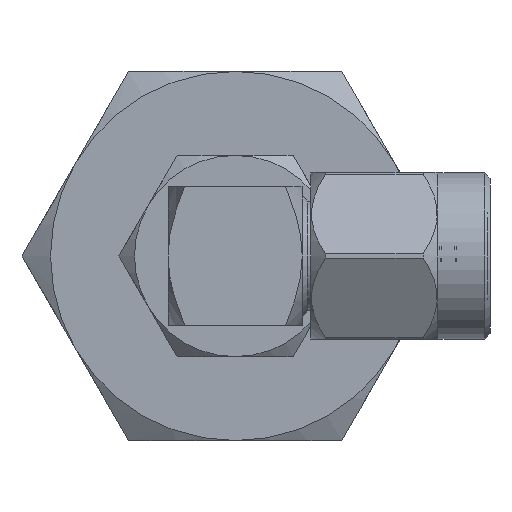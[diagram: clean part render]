
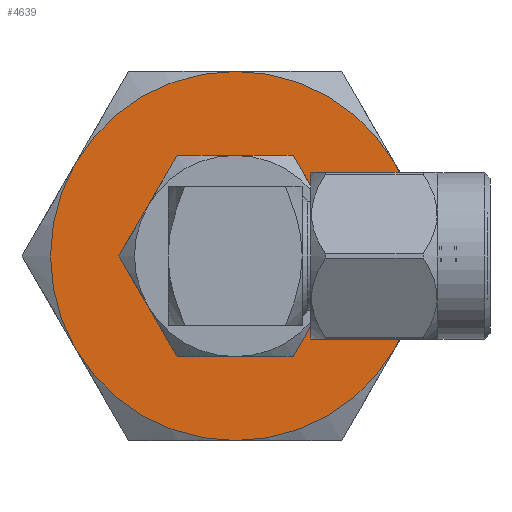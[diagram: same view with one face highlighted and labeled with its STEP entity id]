
A CAD part, left-side view. The second image highlights one B-rep face of the part: STEP entity #4639.
In plain terms, the highlighted face is planar.
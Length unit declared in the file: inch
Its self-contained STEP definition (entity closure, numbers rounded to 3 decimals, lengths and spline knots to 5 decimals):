
#188 = ORIENTED_EDGE ( 'NONE', *, *, #28507, .F. ) ;
#882 = EDGE_CURVE ( 'NONE', #7315, #27105, #5261, .T. ) ;
#909 = CARTESIAN_POINT ( 'NONE',  ( 0.8, 0., 0. ) ) ;
#929 = ORIENTED_EDGE ( 'NONE', *, *, #23703, .T. ) ;
#1021 = DIRECTION ( 'NONE',  ( 1., 0., 0. ) ) ;
#1715 = CARTESIAN_POINT ( 'NONE',  ( 0.8, 0., 0. ) ) ;
#1794 = LINE ( 'NONE', #9974, #5330 ) ;
#1860 = VERTEX_POINT ( 'NONE', #11141 ) ;
#1895 = VECTOR ( 'NONE', #17482, 39.37008 ) ;
#3234 = DIRECTION ( 'NONE',  ( 0., 0., -1. ) ) ;
#3577 = DIRECTION ( 'NONE',  ( 0., 0.5, 0.866 ) ) ;
#3816 = DIRECTION ( 'NONE',  ( 0., 0., -1. ) ) ;
#3854 = VERTEX_POINT ( 'NONE', #18037 ) ;
#3909 = DIRECTION ( 'NONE',  ( 0., 0., -1. ) ) ;
#4639 = ADVANCED_FACE ( 'NONE', ( #22344, #7865 ), #28756, .F. ) ;
#5071 = CARTESIAN_POINT ( 'NONE',  ( 0.8, 0., 0. ) ) ;
#5181 = DIRECTION ( 'NONE',  ( 0., 0.5, -0.866 ) ) ;
#5261 = CIRCLE ( 'NONE', #12518, 0.344 ) ;
#5330 = VECTOR ( 'NONE', #5181, 39.37008 ) ;
#5395 = ORIENTED_EDGE ( 'NONE', *, *, #24094, .F. ) ;
#5457 = VECTOR ( 'NONE', #19140, 39.37008 ) ;
#5458 = EDGE_LOOP ( 'NONE', ( #26262, #22956, #21100, #13270, #10790, #929 ) ) ;
#6055 = CARTESIAN_POINT ( 'NONE',  ( 0.8, 0., 0. ) ) ;
#6205 = LINE ( 'NONE', #29706, #1895 ) ;
#6348 = VECTOR ( 'NONE', #14044, 39.37008 ) ;
#6771 = CARTESIAN_POINT ( 'NONE',  ( 0.8, -0.10825, 0.1875 ) ) ;
#7315 = VERTEX_POINT ( 'NONE', #32355 ) ;
#7865 = FACE_OUTER_BOUND ( 'NONE', #5458, .T. ) ;
#8036 = ORIENTED_EDGE ( 'NONE', *, *, #20505, .F. ) ;
#8196 = CARTESIAN_POINT ( 'NONE',  ( 0.8, -0.10825, 0.1875 ) ) ;
#8553 = DIRECTION ( 'NONE',  ( 0., 0., 1. ) ) ;
#9045 = CIRCLE ( 'NONE', #19157, 0.344 ) ;
#9122 = VECTOR ( 'NONE', #3577, 39.37008 ) ;
#9974 = CARTESIAN_POINT ( 'NONE',  ( 0.8, -0.21651, 0. ) ) ;
#10439 = AXIS2_PLACEMENT_3D ( 'NONE', #6055, #23316, #8553 ) ;
#10772 = EDGE_CURVE ( 'NONE', #13117, #31021, #19626, .T. ) ;
#10790 = ORIENTED_EDGE ( 'NONE', *, *, #26919, .T. ) ;
#10967 = EDGE_CURVE ( 'NONE', #27105, #22166, #22736, .T. ) ;
#11141 = CARTESIAN_POINT ( 'NONE',  ( 0.8, 0.10825, -0.1875 ) ) ;
#11363 = EDGE_CURVE ( 'NONE', #17475, #3854, #9045, .T. ) ;
#11427 = DIRECTION ( 'NONE',  ( 1., 0., 0. ) ) ;
#11439 = CARTESIAN_POINT ( 'NONE',  ( 0.8, 0.21651, 0. ) ) ;
#11563 = CIRCLE ( 'NONE', #30084, 0.344 ) ;
#11665 = CARTESIAN_POINT ( 'NONE',  ( 0.8, -0.21651, 0. ) ) ;
#12265 = CIRCLE ( 'NONE', #26094, 0.344 ) ;
#12518 = AXIS2_PLACEMENT_3D ( 'NONE', #1715, #13981, #3909 ) ;
#13117 = VERTEX_POINT ( 'NONE', #11439 ) ;
#13187 = VERTEX_POINT ( 'NONE', #6771 ) ;
#13268 = VERTEX_POINT ( 'NONE', #11665 ) ;
#13270 = ORIENTED_EDGE ( 'NONE', *, *, #10967, .T. ) ;
#13318 = DIRECTION ( 'NONE',  ( 1., 0., 0. ) ) ;
#13981 = DIRECTION ( 'NONE',  ( 1., 0., 0. ) ) ;
#14044 = DIRECTION ( 'NONE',  ( 0., -0.5, 0.866 ) ) ;
#14109 = CARTESIAN_POINT ( 'NONE',  ( 0.8, 0., 0. ) ) ;
#14409 = CARTESIAN_POINT ( 'NONE',  ( 0.8, 0.10825, 0.1875 ) ) ;
#14692 = CARTESIAN_POINT ( 'NONE',  ( 0.8, 0.29791, 0.172 ) ) ;
#14943 = LINE ( 'NONE', #27162, #18845 ) ;
#15789 = LINE ( 'NONE', #25669, #9122 ) ;
#16042 = CARTESIAN_POINT ( 'NONE',  ( 0.8, -0.10825, -0.1875 ) ) ;
#16281 = DIRECTION ( 'NONE',  ( 1., 0., 0. ) ) ;
#16434 = CARTESIAN_POINT ( 'NONE',  ( 0.8, 0., -0.344 ) ) ;
#17303 = EDGE_CURVE ( 'NONE', #3854, #7315, #21351, .T. ) ;
#17334 = CARTESIAN_POINT ( 'NONE',  ( 0.8, -0.29791, -0.172 ) ) ;
#17475 = VERTEX_POINT ( 'NONE', #14692 ) ;
#17482 = DIRECTION ( 'NONE',  ( 0., 1., 0. ) ) ;
#17483 = AXIS2_PLACEMENT_3D ( 'NONE', #5071, #24928, #22218 ) ;
#18037 = CARTESIAN_POINT ( 'NONE',  ( 0.8, 0., 0.344 ) ) ;
#18845 = VECTOR ( 'NONE', #29577, 39.37008 ) ;
#19049 = CARTESIAN_POINT ( 'NONE',  ( 0.8, 0.21651, 0. ) ) ;
#19140 = DIRECTION ( 'NONE',  ( 0., -0.5, -0.866 ) ) ;
#19157 = AXIS2_PLACEMENT_3D ( 'NONE', #14109, #16281, #3816 ) ;
#19626 = LINE ( 'NONE', #19049, #6348 ) ;
#19883 = VERTEX_POINT ( 'NONE', #19924 ) ;
#19924 = CARTESIAN_POINT ( 'NONE',  ( 0.8, 0.29791, -0.172 ) ) ;
#20305 = CARTESIAN_POINT ( 'NONE',  ( 0.8, 0., 0. ) ) ;
#20505 = EDGE_CURVE ( 'NONE', #13187, #13268, #23017, .T. ) ;
#20565 = AXIS2_PLACEMENT_3D ( 'NONE', #20305, #13318, #3234 ) ;
#21100 = ORIENTED_EDGE ( 'NONE', *, *, #882, .T. ) ;
#21173 = CARTESIAN_POINT ( 'NONE',  ( 0.8, 0., 0. ) ) ;
#21351 = CIRCLE ( 'NONE', #20565, 0.344 ) ;
#21388 = EDGE_CURVE ( 'NONE', #30657, #1860, #6205, .T. ) ;
#21667 = EDGE_LOOP ( 'NONE', ( #24328, #25389, #22668, #5395, #8036, #188 ) ) ;
#22166 = VERTEX_POINT ( 'NONE', #16434 ) ;
#22218 = DIRECTION ( 'NONE',  ( 0., 0., -1. ) ) ;
#22344 = FACE_BOUND ( 'NONE', #21667, .T. ) ;
#22668 = ORIENTED_EDGE ( 'NONE', *, *, #21388, .F. ) ;
#22736 = CIRCLE ( 'NONE', #17483, 0.344 ) ;
#22956 = ORIENTED_EDGE ( 'NONE', *, *, #17303, .T. ) ;
#23017 = LINE ( 'NONE', #8196, #5457 ) ;
#23316 = DIRECTION ( 'NONE',  ( -1., 0., 0. ) ) ;
#23703 = EDGE_CURVE ( 'NONE', #19883, #17475, #11563, .T. ) ;
#24094 = EDGE_CURVE ( 'NONE', #13268, #30657, #1794, .T. ) ;
#24328 = ORIENTED_EDGE ( 'NONE', *, *, #10772, .F. ) ;
#24928 = DIRECTION ( 'NONE',  ( 1., 0., 0. ) ) ;
#25389 = ORIENTED_EDGE ( 'NONE', *, *, #26855, .F. ) ;
#25669 = CARTESIAN_POINT ( 'NONE',  ( 0.8, 0.10825, -0.1875 ) ) ;
#26088 = DIRECTION ( 'NONE',  ( 0., 0., -1. ) ) ;
#26094 = AXIS2_PLACEMENT_3D ( 'NONE', #21173, #11427, #26088 ) ;
#26262 = ORIENTED_EDGE ( 'NONE', *, *, #11363, .T. ) ;
#26855 = EDGE_CURVE ( 'NONE', #1860, #13117, #15789, .T. ) ;
#26919 = EDGE_CURVE ( 'NONE', #22166, #19883, #12265, .T. ) ;
#27105 = VERTEX_POINT ( 'NONE', #17334 ) ;
#27162 = CARTESIAN_POINT ( 'NONE',  ( 0.8, 0.10825, 0.1875 ) ) ;
#28507 = EDGE_CURVE ( 'NONE', #31021, #13187, #14943, .T. ) ;
#28659 = DIRECTION ( 'NONE',  ( 0., 0., -1. ) ) ;
#28756 = PLANE ( 'NONE',  #10439 ) ;
#29577 = DIRECTION ( 'NONE',  ( 0., -1., 0. ) ) ;
#29706 = CARTESIAN_POINT ( 'NONE',  ( 0.8, -0.10825, -0.1875 ) ) ;
#30084 = AXIS2_PLACEMENT_3D ( 'NONE', #909, #1021, #28659 ) ;
#30657 = VERTEX_POINT ( 'NONE', #16042 ) ;
#31021 = VERTEX_POINT ( 'NONE', #14409 ) ;
#32355 = CARTESIAN_POINT ( 'NONE',  ( 0.8, -0.29791, 0.172 ) ) ;
